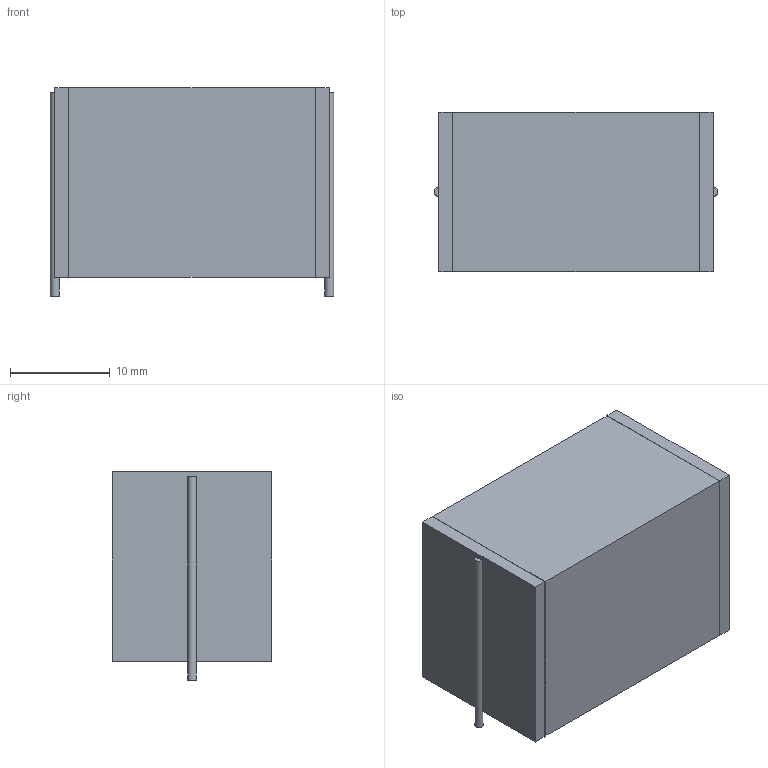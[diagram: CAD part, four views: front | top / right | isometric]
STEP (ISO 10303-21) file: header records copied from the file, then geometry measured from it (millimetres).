
FILE_DESCRIPTION(/* description */ ('model of C_Rect_L29.0mm_W16.0mm_P27.50mm_MKT'),/* implementation_level */ '2;1');
FILE_NAME(/* name */ 'C_Rect_L29.0mm_W16.0mm_P27.50mm_MKT.step',/* time_stamp */ '2017-06-04T20:44:16',/* author */ ('kicad StepUp','ksu'),/* organization */ ('FreeCAD'),/* preprocessor_version */ 'OCC',/* originating_system */ 'kicad StepUp',/* authorisation */ '');
FILE_SCHEMA(('AUTOMOTIVE_DESIGN_CC2 { 1 2 10303 214 -1 1 5 4 }'));
Length unit declared in the file: millimetre
Products named in the file (1): C_Rect_L290mm_W160mm_P2750mm_MKT
Bounding box: 28.4 x 16 x 20.9 mm (x, y, z)
Volume: 8339.6 mm3; surface area: 2562.9 mm2
Topology: 1 solids, 1 shells, 22 faces, 54 edges, 36 vertices
Faces by surface type: plane 20, cylinder 2
Full cylindrical faces by diameter (mm): 0.9 x2
Entity records: 449 total; most frequent: ORIENTED_EDGE 81, EDGE_CURVE 54, CARTESIAN_POINT 49, LINE 44, VERTEX_POINT 36, AXIS2_PLACEMENT_3D 27, FACE_BOUND 24, EDGE_LOOP 24
